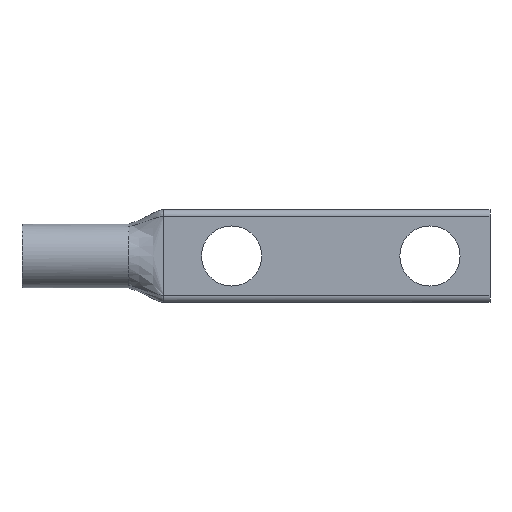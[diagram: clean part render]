
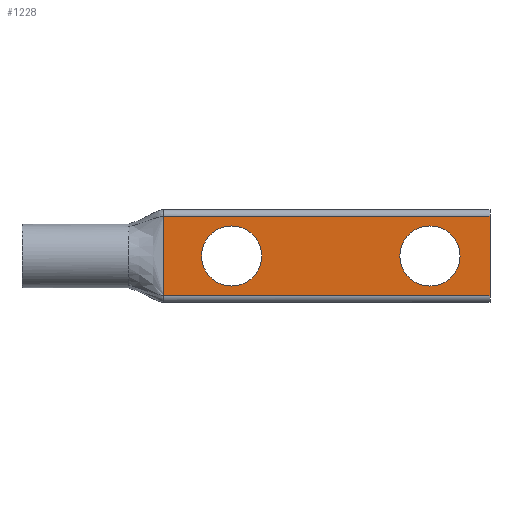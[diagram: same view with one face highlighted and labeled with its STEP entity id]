
A CAD part, front view. The second image highlights one B-rep face of the part: STEP entity #1228.
In plain terms, the highlighted planar face has unit normal (0, -1, 0).
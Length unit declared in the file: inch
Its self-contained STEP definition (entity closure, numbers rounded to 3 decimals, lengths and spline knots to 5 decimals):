
#13 = DIRECTION ( 'NONE',  ( 0., 1., 0. ) ) ;
#32 = CARTESIAN_POINT ( 'NONE',  ( 4.13, 0., -0.35 ) ) ;
#109 = VERTEX_POINT ( 'NONE', #473 ) ;
#186 = ORIENTED_EDGE ( 'NONE', *, *, #576, .F. ) ;
#232 = CARTESIAN_POINT ( 'NONE',  ( 1.85, 0., 0. ) ) ;
#269 = CIRCLE ( 'NONE', #675, 0.2655 ) ;
#286 = EDGE_CURVE ( 'NONE', #1839, #784, #381, .T. ) ;
#311 = AXIS2_PLACEMENT_3D ( 'NONE', #627, #766, #1432 ) ;
#320 = CARTESIAN_POINT ( 'NONE',  ( 4.95873, 0., 0.35 ) ) ;
#333 = AXIS2_PLACEMENT_3D ( 'NONE', #232, #356, #850 ) ;
#340 = VERTEX_POINT ( 'NONE', #1878 ) ;
#348 = DIRECTION ( 'NONE',  ( 0., 0., 1. ) ) ;
#356 = DIRECTION ( 'NONE',  ( 0., 1., 0. ) ) ;
#381 = LINE ( 'NONE', #1674, #618 ) ;
#416 = ORIENTED_EDGE ( 'NONE', *, *, #602, .T. ) ;
#466 = EDGE_CURVE ( 'NONE', #109, #784, #1865, .T. ) ;
#473 = CARTESIAN_POINT ( 'NONE',  ( 1.25, 0., 0.35 ) ) ;
#478 = CARTESIAN_POINT ( 'NONE',  ( 1.85, 0., 0. ) ) ;
#480 = DIRECTION ( 'NONE',  ( -1., 0., 0. ) ) ;
#500 = CIRCLE ( 'NONE', #1149, 0.2655 ) ;
#509 = CARTESIAN_POINT ( 'NONE',  ( 1.85, 0., 0.2655 ) ) ;
#512 = VECTOR ( 'NONE', #480, 39.37008 ) ;
#576 = EDGE_CURVE ( 'NONE', #340, #1839, #2099, .T. ) ;
#587 = AXIS2_PLACEMENT_3D ( 'NONE', #2091, #13, #633 ) ;
#602 = EDGE_CURVE ( 'NONE', #340, #109, #1777, .T. ) ;
#606 = FACE_OUTER_BOUND ( 'NONE', #1285, .T. ) ;
#611 = EDGE_CURVE ( 'NONE', #999, #851, #1612, .T. ) ;
#618 = VECTOR ( 'NONE', #715, 39.37008 ) ;
#624 = ORIENTED_EDGE ( 'NONE', *, *, #1477, .T. ) ;
#627 = CARTESIAN_POINT ( 'NONE',  ( 4.95873, 0., 0. ) ) ;
#633 = DIRECTION ( 'NONE',  ( 0., 0., 1. ) ) ;
#673 = DIRECTION ( 'NONE',  ( 0., 1., 0. ) ) ;
#675 = AXIS2_PLACEMENT_3D ( 'NONE', #478, #673, #1165 ) ;
#713 = CIRCLE ( 'NONE', #333, 0.2655 ) ;
#715 = DIRECTION ( 'NONE',  ( -1., 0., 0. ) ) ;
#766 = DIRECTION ( 'NONE',  ( 0., -1., 0. ) ) ;
#784 = VERTEX_POINT ( 'NONE', #1977 ) ;
#850 = DIRECTION ( 'NONE',  ( 0., 0., 1. ) ) ;
#851 = VERTEX_POINT ( 'NONE', #1426 ) ;
#895 = VECTOR ( 'NONE', #1170, 39.37008 ) ;
#928 = FACE_BOUND ( 'NONE', #1658, .T. ) ;
#973 = CARTESIAN_POINT ( 'NONE',  ( 4.13, 0., 0. ) ) ;
#996 = CARTESIAN_POINT ( 'NONE',  ( 3.6, 0., 0. ) ) ;
#999 = VERTEX_POINT ( 'NONE', #1923 ) ;
#1026 = EDGE_LOOP ( 'NONE', ( #1064, #1175 ) ) ;
#1064 = ORIENTED_EDGE ( 'NONE', *, *, #611, .T. ) ;
#1149 = AXIS2_PLACEMENT_3D ( 'NONE', #996, #1817, #348 ) ;
#1165 = DIRECTION ( 'NONE',  ( 0., 0., 1. ) ) ;
#1170 = DIRECTION ( 'NONE',  ( 0., 0., -1. ) ) ;
#1175 = ORIENTED_EDGE ( 'NONE', *, *, #2044, .T. ) ;
#1228 = ADVANCED_FACE ( 'NONE', ( #606, #928, #1583 ), #1909, .T. ) ;
#1285 = EDGE_LOOP ( 'NONE', ( #416, #1790, #2096, #186 ) ) ;
#1337 = CARTESIAN_POINT ( 'NONE',  ( 1.85, 0., -0.2655 ) ) ;
#1426 = CARTESIAN_POINT ( 'NONE',  ( 3.6, 0., -0.2655 ) ) ;
#1432 = DIRECTION ( 'NONE',  ( 0., 0., -1. ) ) ;
#1443 = VECTOR ( 'NONE', #1966, 39.37008 ) ;
#1477 = EDGE_CURVE ( 'NONE', #1532, #1768, #269, .T. ) ;
#1532 = VERTEX_POINT ( 'NONE', #509 ) ;
#1583 = FACE_BOUND ( 'NONE', #1026, .T. ) ;
#1612 = CIRCLE ( 'NONE', #587, 0.2655 ) ;
#1658 = EDGE_LOOP ( 'NONE', ( #624, #2029 ) ) ;
#1674 = CARTESIAN_POINT ( 'NONE',  ( 4.95873, 0., -0.35 ) ) ;
#1706 = CARTESIAN_POINT ( 'NONE',  ( 1.25, 0., 0. ) ) ;
#1768 = VERTEX_POINT ( 'NONE', #1337 ) ;
#1777 = LINE ( 'NONE', #320, #512 ) ;
#1790 = ORIENTED_EDGE ( 'NONE', *, *, #466, .T. ) ;
#1817 = DIRECTION ( 'NONE',  ( 0., 1., 0. ) ) ;
#1839 = VERTEX_POINT ( 'NONE', #32 ) ;
#1865 = LINE ( 'NONE', #1706, #895 ) ;
#1878 = CARTESIAN_POINT ( 'NONE',  ( 4.13, 0., 0.35 ) ) ;
#1909 = PLANE ( 'NONE',  #311 ) ;
#1923 = CARTESIAN_POINT ( 'NONE',  ( 3.6, 0., 0.2655 ) ) ;
#1966 = DIRECTION ( 'NONE',  ( 0., 0., -1. ) ) ;
#1977 = CARTESIAN_POINT ( 'NONE',  ( 1.25, 0., -0.35 ) ) ;
#2029 = ORIENTED_EDGE ( 'NONE', *, *, #2081, .T. ) ;
#2044 = EDGE_CURVE ( 'NONE', #851, #999, #500, .T. ) ;
#2081 = EDGE_CURVE ( 'NONE', #1768, #1532, #713, .T. ) ;
#2091 = CARTESIAN_POINT ( 'NONE',  ( 3.6, 0., 0. ) ) ;
#2096 = ORIENTED_EDGE ( 'NONE', *, *, #286, .F. ) ;
#2099 = LINE ( 'NONE', #973, #1443 ) ;
